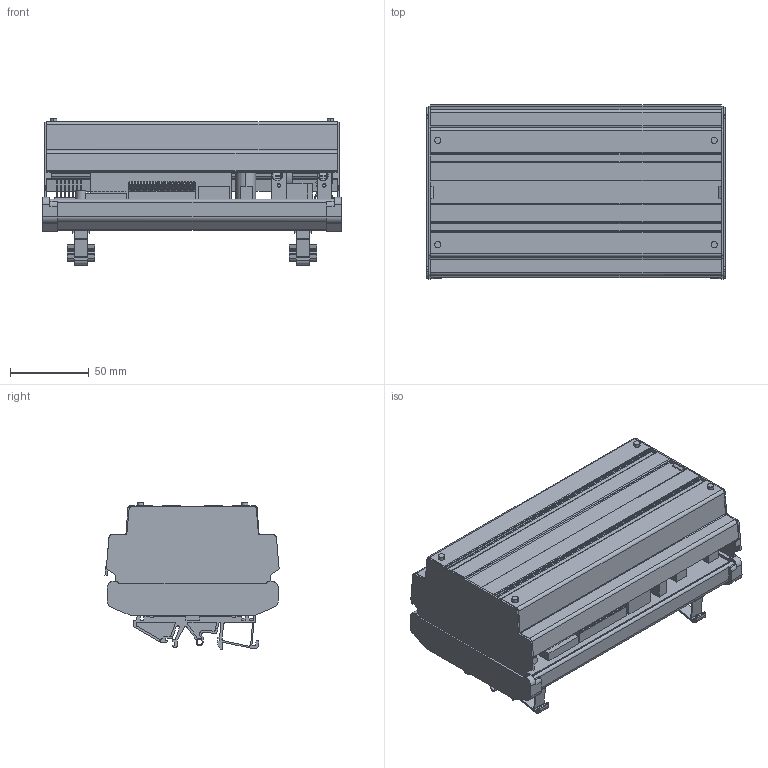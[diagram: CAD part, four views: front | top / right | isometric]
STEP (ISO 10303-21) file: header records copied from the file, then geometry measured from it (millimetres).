
FILE_DESCRIPTION(('CATIA V5 STEP Exchange','CAx-IF Rec.Pracs.--- Model Styling and Organization---1.4--- 2014-01-23'),'2;1');
FILE_NAME ('D1606580_0', '2024-04-03T08:34:46+00:00', ('none'), ('Weidmueller'), 'CATIA Version 5-6 Release 2016 SP3 HF44', 'CATIA V5 STEP AP214', 'none');
FILE_SCHEMA(('AUTOMOTIVE_DESIGN { 1 0 10303 214 1 1 1 1 }'));
Products named in the file (1): S3D_SOLAR_SMS_MASTER
Bounding box: 189 x 110.28 x 93.15 mm (x, y, z)
Volume: 577578.3 mm3; surface area: 190669.7 mm2
Topology: 1 solids, 1 shells, 1929 faces, 5745 edges, 3868 vertices
Faces by surface type: plane 1449, cylinder 468, extrusion 12
Entity records: 64931 total; most frequent: CARTESIAN_POINT 12827, ORIENTED_EDGE 11490, DIRECTION 8593, EDGE_CURVE 5745, VECTOR 4357, LINE 4345, VERTEX_POINT 3868, AXIS2_PLACEMENT_3D 2682
